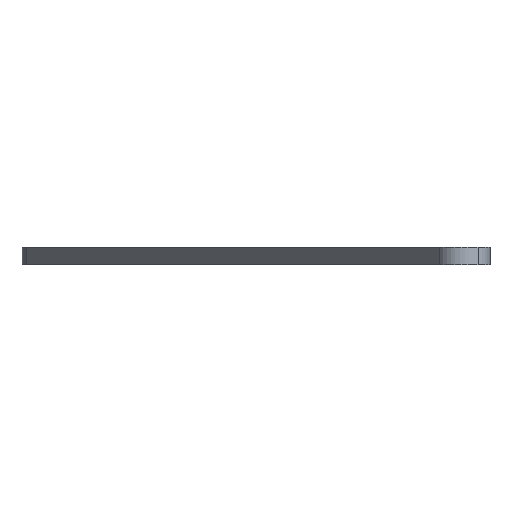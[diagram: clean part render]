
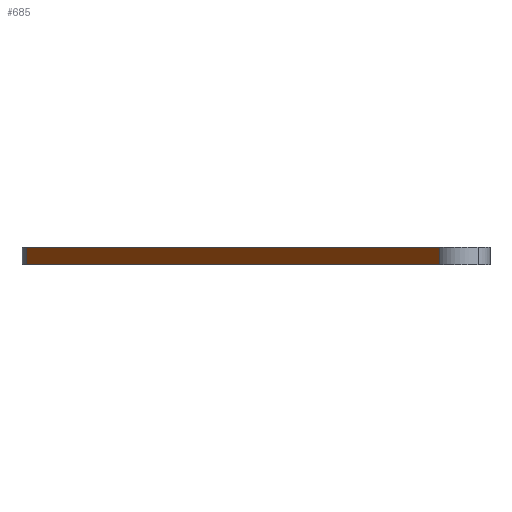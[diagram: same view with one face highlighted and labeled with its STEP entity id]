
A CAD part, front view. The second image highlights one B-rep face of the part: STEP entity #685.
In plain terms, the highlighted face is planar.
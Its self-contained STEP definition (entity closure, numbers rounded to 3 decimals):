
#6 = EDGE_CURVE ( 'NONE', #775, #435, #460, .T. ) ;
#15 = CARTESIAN_POINT ( 'NONE',  ( -85., 6.35, 2. ) ) ;
#39 = EDGE_LOOP ( 'NONE', ( #557, #298, #171, #501 ) ) ;
#56 = DIRECTION ( 'NONE',  ( 0., -1., 0. ) ) ;
#115 = CARTESIAN_POINT ( 'NONE',  ( -85., 6.35, 2. ) ) ;
#140 = DIRECTION ( 'NONE',  ( 0., 0., -1. ) ) ;
#143 = CARTESIAN_POINT ( 'NONE',  ( -85., 6.35, 2. ) ) ;
#149 = AXIS2_PLACEMENT_3D ( 'NONE', #175, #56, #418 ) ;
#170 = CARTESIAN_POINT ( 'NONE',  ( 85., 6.35, 2. ) ) ;
#171 = ORIENTED_EDGE ( 'NONE', *, *, #675, .F. ) ;
#175 = CARTESIAN_POINT ( 'NONE',  ( -85., 6.35, 2. ) ) ;
#184 = FACE_OUTER_BOUND ( 'NONE', #39, .T. ) ;
#232 = DIRECTION ( 'NONE',  ( -1., 0., 0. ) ) ;
#235 = EDGE_CURVE ( 'NONE', #710, #537, #615, .T. ) ;
#239 = EDGE_CURVE ( 'NONE', #435, #537, #671, .T. ) ;
#272 = VECTOR ( 'NONE', #681, 1000. ) ;
#298 = ORIENTED_EDGE ( 'NONE', *, *, #235, .F. ) ;
#303 = LINE ( 'NONE', #115, #494 ) ;
#308 = VECTOR ( 'NONE', #526, 1000. ) ;
#330 = VECTOR ( 'NONE', #140, 1000. ) ;
#379 = CARTESIAN_POINT ( 'NONE',  ( -85., 6.35, -2. ) ) ;
#418 = DIRECTION ( 'NONE',  ( 1., 0., 0. ) ) ;
#435 = VERTEX_POINT ( 'NONE', #459 ) ;
#445 = CARTESIAN_POINT ( 'NONE',  ( 85., 6.35, 2. ) ) ;
#459 = CARTESIAN_POINT ( 'NONE',  ( 85., 6.35, -2. ) ) ;
#460 = LINE ( 'NONE', #170, #308 ) ;
#494 = VECTOR ( 'NONE', #232, 1000. ) ;
#501 = ORIENTED_EDGE ( 'NONE', *, *, #6, .T. ) ;
#526 = DIRECTION ( 'NONE',  ( 0., 0., -1. ) ) ;
#537 = VERTEX_POINT ( 'NONE', #717 ) ;
#557 = ORIENTED_EDGE ( 'NONE', *, *, #239, .T. ) ;
#615 = LINE ( 'NONE', #143, #330 ) ;
#671 = LINE ( 'NONE', #379, #272 ) ;
#675 = EDGE_CURVE ( 'NONE', #775, #710, #303, .T. ) ;
#681 = DIRECTION ( 'NONE',  ( -1., 0., 0. ) ) ;
#685 = ADVANCED_FACE ( 'NONE', ( #184 ), #708, .F. ) ;
#708 = PLANE ( 'NONE',  #149 ) ;
#710 = VERTEX_POINT ( 'NONE', #15 ) ;
#717 = CARTESIAN_POINT ( 'NONE',  ( -85., 6.35, -2. ) ) ;
#775 = VERTEX_POINT ( 'NONE', #445 ) ;
